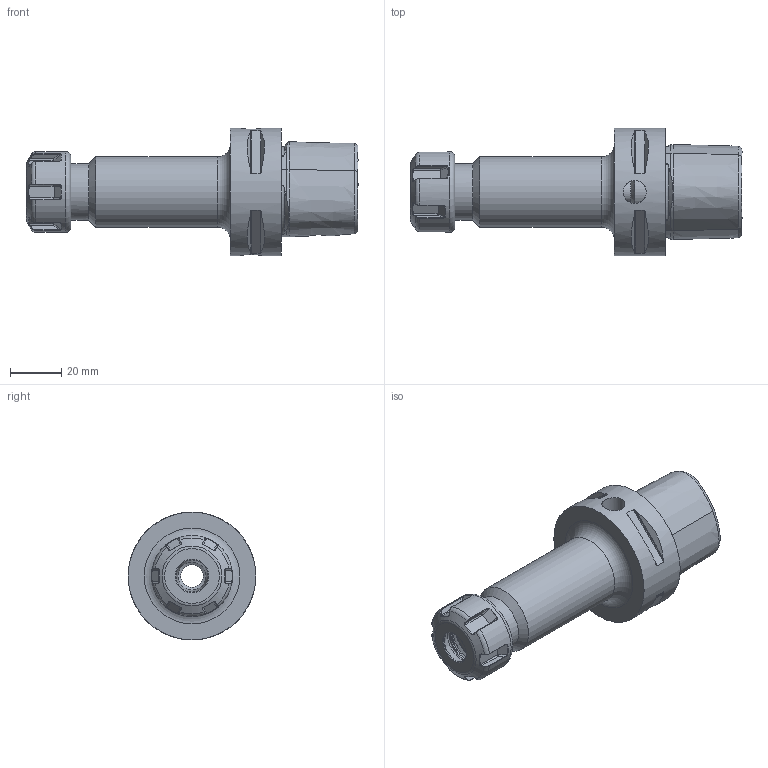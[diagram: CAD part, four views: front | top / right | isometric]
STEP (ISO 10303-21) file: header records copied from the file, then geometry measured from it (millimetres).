
FILE_DESCRIPTION(/* description */ (''),/* implementation_level */ '2;1');
FILE_NAME(/* name */ 'C5.02.10.1.stp',/* time_stamp */ '2024-04-18T08:33:59+02:00',/* author */ ('cad'),/* organization */ (''),/* preprocessor_version */ 'ST-DEVELOPER v18.1',/* originating_system */ 'Autodesk Inventor 2021',/* authorisation */ '');
FILE_SCHEMA (('AUTOMOTIVE_DESIGN { 1 0 10303 214 3 1 1 }'));
Length unit declared in the file: inch
Products named in the file (1): 05_10_2_Kemmler_Shrinkwrap_1
Bounding box: 130 x 50 x 50 mm (x, y, z)
Volume: 94617.4 mm3; surface area: 25076.2 mm2
Topology: 1 solids, 1 shells, 257 faces, 666 edges, 420 vertices
Faces by surface type: bspline 84, plane 74, cylinder 57, cone 23, torus 19
Full cylindrical faces by diameter (mm): 5 x1, 6.1 x2, 8.917 x1, 9 x1, 10 x1, 11 x1, 12.59 x1, 14.376 x1, 16.3 x1, 17 x1, 21 x2, 22 x4, 23 x1, 24 x1, 27.5 x1, 31.7 x1, 50 x1
Entity records: 15446 total; most frequent: CARTESIAN_POINT 9411, ORIENTED_EDGE 1326, DIRECTION 985, EDGE_CURVE 663, VERTEX_POINT 420, AXIS2_PLACEMENT_3D 379, EDGE_LOOP 275, STYLED_ITEM 258
